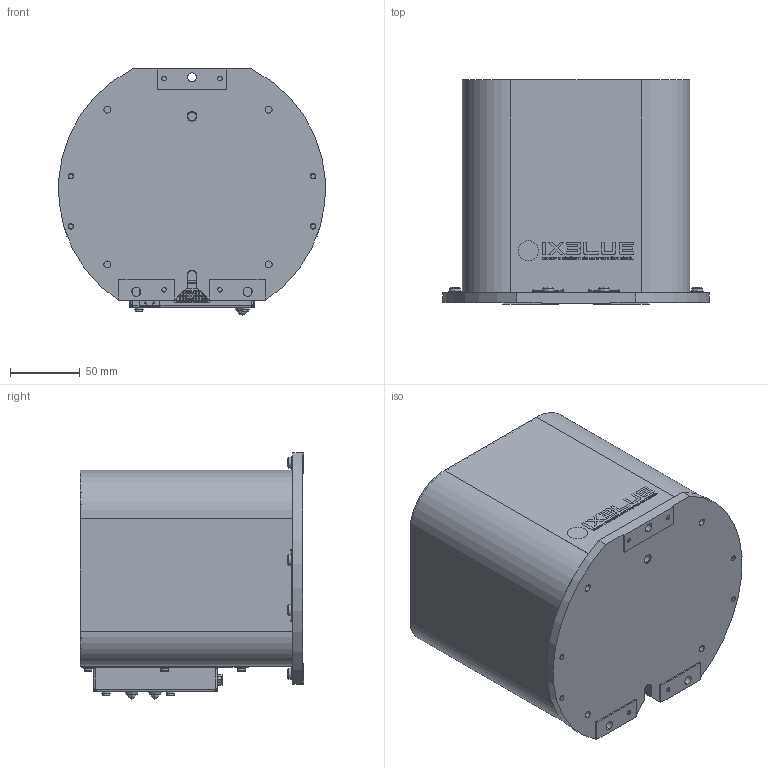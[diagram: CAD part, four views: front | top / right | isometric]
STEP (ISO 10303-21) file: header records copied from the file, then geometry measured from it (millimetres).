
FILE_DESCRIPTION (( 'STEP AP203' ), '1' );
FILE_NAME ('AHRS120 G3 - simplied.STEP', '2013-08-08T13:50:30', ( '' ), ( '' ), 'SwSTEP 2.0', 'SolidWorks 2013', '' );
FILE_SCHEMA (( 'CONFIG_CONTROL_DESIGN' ));
Length unit declared in the file: millimetre
Products named in the file (1): AHRS120 G3 - simplied
Bounding box: 191.62 x 160.8 x 176.71 mm (x, y, z)
Surface area: 233660.7 mm2 (no closed solid volume)
Topology: 0 solids, 108 shells, 963 faces, 3583 edges, 2698 vertices
Faces by surface type: cylinder 422, plane 308, cone 174, torus 42, bspline 13, sphere 4
Entity records: 42020 total; most frequent: CARTESIAN_POINT 12181, DIRECTION 6137, ORIENTED_EDGE 5492, EDGE_CURVE 3533, VERTEX_POINT 2694, AXIS2_PLACEMENT_3D 2160, LINE 1817, VECTOR 1817
